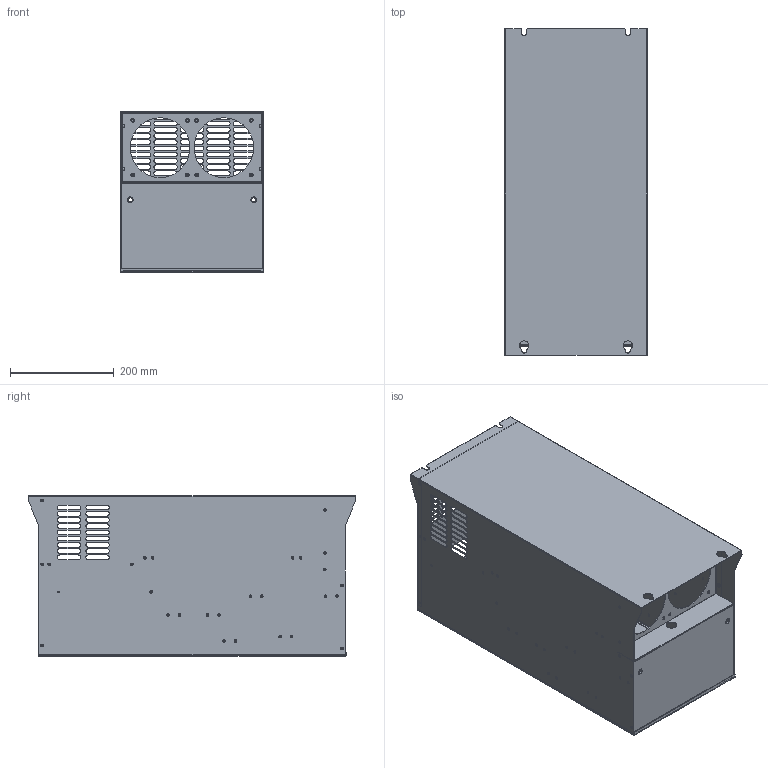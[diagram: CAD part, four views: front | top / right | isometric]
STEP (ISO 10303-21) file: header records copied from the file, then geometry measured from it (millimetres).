
FILE_DESCRIPTION((''),'2;1');
FILE_NAME('T9000-75_110G_ASM','2019-05-23T',('PC-TR'),(''),'PRO/ENGINEER BY PARAMETRIC TECHNOLOGY CORPORATION, 2010280','PRO/ENGINEER BY PARAMETRIC TECHNOLOGY CORPORATION, 2010280','');
FILE_SCHEMA(('CONFIG_CONTROL_DESIGN'));
Products named in the file (1): T9000-75_110G_ASM
Bounding box: 275 x 630 x 310 mm (x, y, z)
Surface area: 1685660.1 mm2 (no closed solid volume)
Topology: 0 solids, 0 shells, 947 faces, 5566 edges, 5566 vertices
Faces by surface type: bspline 947
Entity records: 98906 total; most frequent: CARTESIAN_POINT 47605, DIRECTION 8531, TRIMMED_CURVE 7222, VECTOR 5913, LINE 5913, DEFINITIONAL_REPRESENTATION 5566, PCURVE 5566, COMPOSITE_CURVE_SEGMENT 5566
